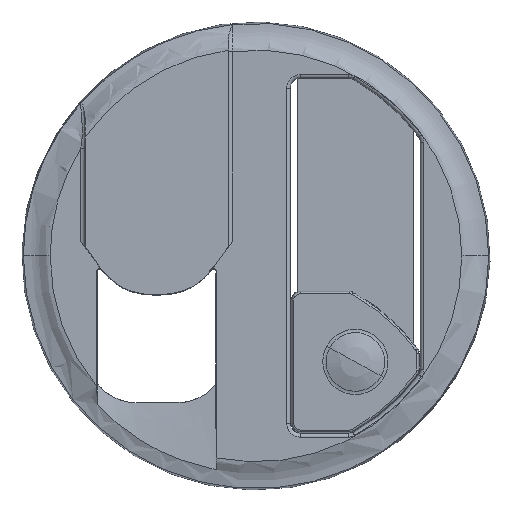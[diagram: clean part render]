
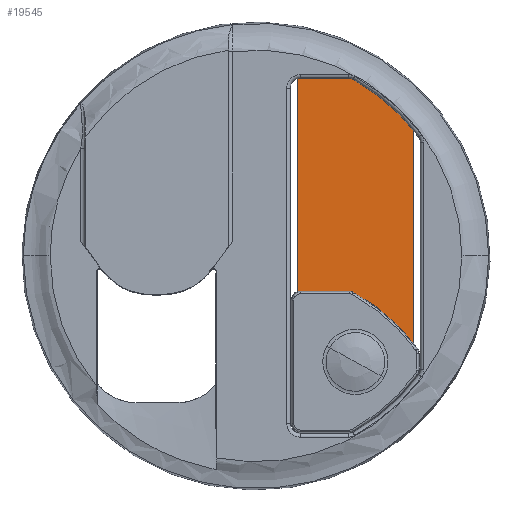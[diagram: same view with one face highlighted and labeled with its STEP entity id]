
A CAD part, top view. The second image highlights one B-rep face of the part: STEP entity #19545.
In plain terms, the highlighted planar face has unit normal (0, 0, 1).
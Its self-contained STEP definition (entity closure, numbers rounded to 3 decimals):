
#18214=AXIS2_PLACEMENT_3D('Circle Axis2P3D',#18212,#18213,$) ;
#18265=AXIS2_PLACEMENT_3D('Circle Axis2P3D',#18263,#18264,$) ;
#18289=AXIS2_PLACEMENT_3D('Circle Axis2P3D',#18287,#18288,$) ;
#18435=AXIS2_PLACEMENT_3D('Circle Axis2P3D',#18433,#18434,$) ;
#18461=AXIS2_PLACEMENT_3D('Circle Axis2P3D',#18459,#18460,$) ;
#18509=AXIS2_PLACEMENT_3D('Circle Axis2P3D',#18507,#18508,$) ;
#19526=AXIS2_PLACEMENT_3D('Plane Axis2P3D',#19523,#19524,#19525) ;
#15560=CARTESIAN_POINT('Vertex',(4.7,-20.058,8.5)) ;
#15563=CARTESIAN_POINT('Line Origine',(4.7,0.,8.5)) ;
#15567=CARTESIAN_POINT('Vertex',(4.7,20.058,8.5)) ;
#18212=CARTESIAN_POINT('Axis2P3D Location',(5.,19.,8.5)) ;
#18216=CARTESIAN_POINT('Vertex',(5.,20.1,8.5)) ;
#18239=CARTESIAN_POINT('Line Origine',(7.754,20.1,8.5)) ;
#18243=CARTESIAN_POINT('Vertex',(10.509,20.1,8.5)) ;
#18263=CARTESIAN_POINT('Axis2P3D Location',(10.509,19.1,8.5)) ;
#18267=CARTESIAN_POINT('Vertex',(10.991,19.976,8.5)) ;
#18287=CARTESIAN_POINT('Axis2P3D Location',(0.,0.,8.5)) ;
#18291=CARTESIAN_POINT('Vertex',(17.8,14.248,8.5)) ;
#18430=CARTESIAN_POINT('Vertex',(17.8,-14.248,8.5)) ;
#18433=CARTESIAN_POINT('Axis2P3D Location',(0.,0.,8.5)) ;
#18437=CARTESIAN_POINT('Vertex',(10.991,-19.976,8.5)) ;
#18459=CARTESIAN_POINT('Axis2P3D Location',(10.509,-19.1,8.5)) ;
#18463=CARTESIAN_POINT('Vertex',(10.509,-20.1,8.5)) ;
#18483=CARTESIAN_POINT('Line Origine',(7.754,-20.1,8.5)) ;
#18487=CARTESIAN_POINT('Vertex',(5.,-20.1,8.5)) ;
#18507=CARTESIAN_POINT('Axis2P3D Location',(5.,-19.,8.5)) ;
#19523=CARTESIAN_POINT('Axis2P3D Location',(0.,0.,8.5)) ;
#19528=CARTESIAN_POINT('Line Origine',(17.8,0.,8.5)) ;
#15564=DIRECTION('Vector Direction',(0.,-1.,0.)) ;
#18213=DIRECTION('Axis2P3D Direction',(0.,0.,1.)) ;
#18240=DIRECTION('Vector Direction',(1.,0.,0.)) ;
#18264=DIRECTION('Axis2P3D Direction',(0.,0.,1.)) ;
#18288=DIRECTION('Axis2P3D Direction',(0.,0.,1.)) ;
#18434=DIRECTION('Axis2P3D Direction',(0.,0.,1.)) ;
#18460=DIRECTION('Axis2P3D Direction',(0.,0.,1.)) ;
#18484=DIRECTION('Vector Direction',(1.,0.,0.)) ;
#18508=DIRECTION('Axis2P3D Direction',(0.,0.,1.)) ;
#19524=DIRECTION('Axis2P3D Direction',(0.,0.,1.)) ;
#19525=DIRECTION('Axis2P3D XDirection',(1.,0.,0.)) ;
#19529=DIRECTION('Vector Direction',(0.,-1.,0.)) ;
#15565=VECTOR('Line Direction',#15564,1.) ;
#18241=VECTOR('Line Direction',#18240,1.) ;
#18485=VECTOR('Line Direction',#18484,1.) ;
#19530=VECTOR('Line Direction',#19529,1.) ;
#19534=ORIENTED_EDGE('',*,*,#18293,.F.) ;
#19535=ORIENTED_EDGE('',*,*,#18269,.F.) ;
#19536=ORIENTED_EDGE('',*,*,#18245,.F.) ;
#19537=ORIENTED_EDGE('',*,*,#18218,.F.) ;
#19538=ORIENTED_EDGE('',*,*,#15569,.F.) ;
#19539=ORIENTED_EDGE('',*,*,#18511,.F.) ;
#19540=ORIENTED_EDGE('',*,*,#18489,.F.) ;
#19541=ORIENTED_EDGE('',*,*,#18465,.F.) ;
#19542=ORIENTED_EDGE('',*,*,#18439,.F.) ;
#19543=ORIENTED_EDGE('',*,*,#19532,.F.) ;
#19545=ADVANCED_FACE('0243B07.1\\0043E42.1\\Corps principal',(#19544),#19527,.T.) ;
#18215=CIRCLE('generated circle',#18214,1.1) ;
#18266=CIRCLE('generated circle',#18265,1.) ;
#18290=CIRCLE('generated circle',#18289,22.8) ;
#18436=CIRCLE('generated circle',#18435,22.8) ;
#18462=CIRCLE('generated circle',#18461,1.) ;
#18510=CIRCLE('generated circle',#18509,1.1) ;
#15569=EDGE_CURVE('',#15561,#15568,#15566,.F.) ;
#18218=EDGE_CURVE('',#15568,#18217,#18215,.F.) ;
#18245=EDGE_CURVE('',#18217,#18244,#18242,.T.) ;
#18269=EDGE_CURVE('',#18244,#18268,#18266,.F.) ;
#18293=EDGE_CURVE('',#18268,#18292,#18290,.F.) ;
#18439=EDGE_CURVE('',#18431,#18438,#18436,.F.) ;
#18465=EDGE_CURVE('',#18438,#18464,#18462,.F.) ;
#18489=EDGE_CURVE('',#18464,#18488,#18486,.F.) ;
#18511=EDGE_CURVE('',#18488,#15561,#18510,.F.) ;
#19532=EDGE_CURVE('',#18292,#18431,#19531,.T.) ;
#19533=EDGE_LOOP('',(#19534,#19535,#19536,#19537,#19538,#19539,#19540,#19541,#19542,#19543)) ;
#19544=FACE_OUTER_BOUND('',#19533,.T.) ;
#15566=LINE('Line',#15563,#15565) ;
#18242=LINE('Line',#18239,#18241) ;
#18486=LINE('Line',#18483,#18485) ;
#19531=LINE('Line',#19528,#19530) ;
#19527=PLANE('',#19526) ;
#15561=VERTEX_POINT('',#15560) ;
#15568=VERTEX_POINT('',#15567) ;
#18217=VERTEX_POINT('',#18216) ;
#18244=VERTEX_POINT('',#18243) ;
#18268=VERTEX_POINT('',#18267) ;
#18292=VERTEX_POINT('',#18291) ;
#18431=VERTEX_POINT('',#18430) ;
#18438=VERTEX_POINT('',#18437) ;
#18464=VERTEX_POINT('',#18463) ;
#18488=VERTEX_POINT('',#18487) ;
